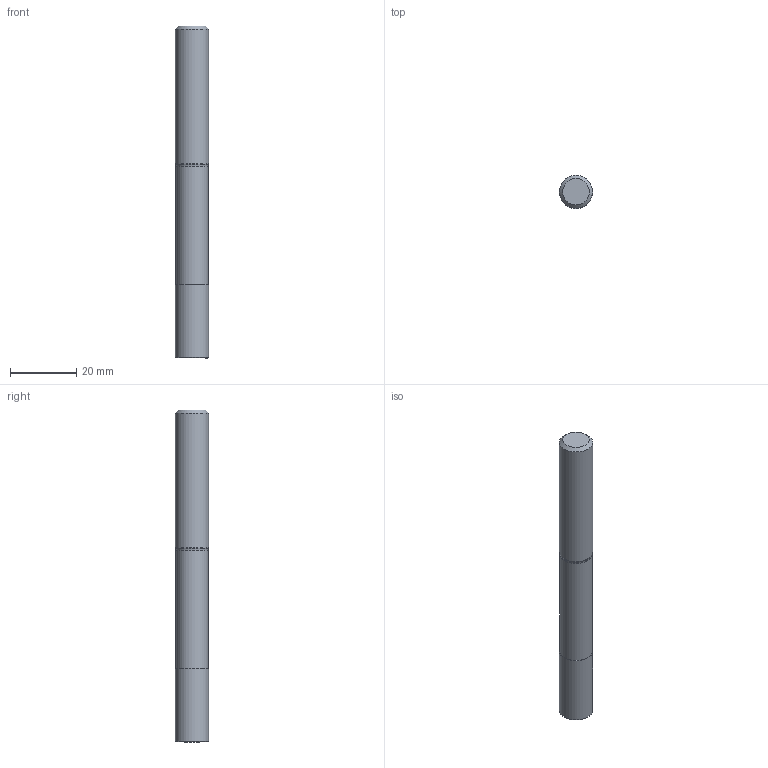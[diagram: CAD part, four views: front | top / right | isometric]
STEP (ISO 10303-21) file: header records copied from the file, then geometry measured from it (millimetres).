
FILE_DESCRIPTION (( 'STEP AP203' ), '1' );
FILE_NAME ('414.101.00.STEP', '2019-01-09T01:36:14', ( '' ), ( '' ), 'SwSTEP 2.0', 'SolidWorks 2019', '' );
FILE_SCHEMA (( 'CONFIG_CONTROL_DESIGN' ));
Length unit declared in the file: millimetre
Products named in the file (1): 414.101.00
Bounding box: 10 x 10 x 100 mm (x, y, z)
Volume: 7670.4 mm3; surface area: 3394 mm2
Topology: 2 solids, 2 shells, 11 faces, 18 edges, 11 vertices
Faces by surface type: plane 4, cone 3, cylinder 3, torus 1
Full cylindrical faces by diameter (mm): 9.7 x1, 10 x2
Entity records: 279 total; most frequent: DIRECTION 42, CARTESIAN_POINT 30, AXIS2_PLACEMENT_3D 21, EDGE_LOOP 18, ORIENTED_EDGE 18, FACE_OUTER_BOUND 15, ADVANCED_FACE 11, VERTEX_POINT 9
